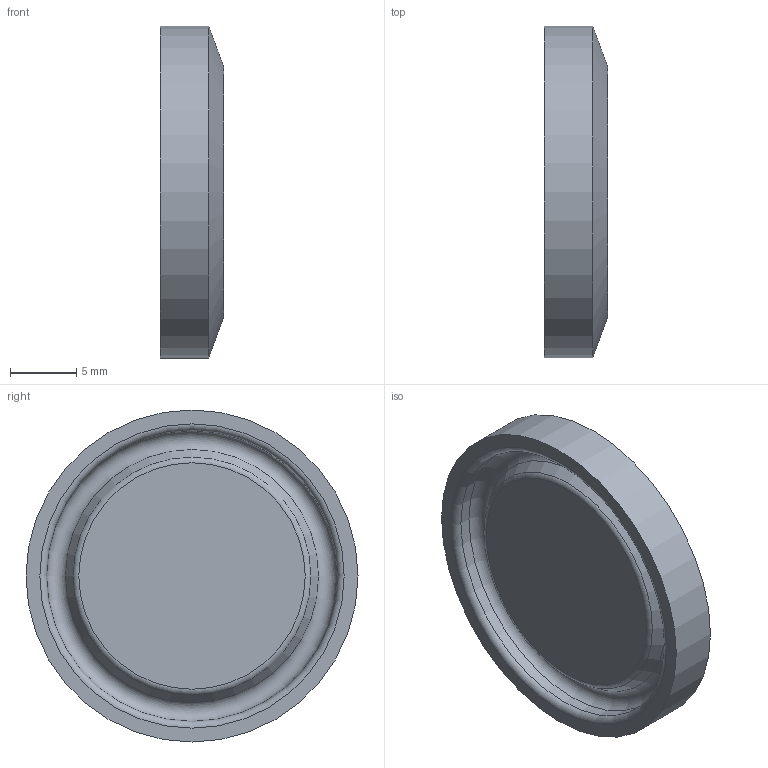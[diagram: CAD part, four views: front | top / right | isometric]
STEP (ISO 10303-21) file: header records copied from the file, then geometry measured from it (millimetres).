
FILE_DESCRIPTION(/* description */ (''),/* implementation_level */ '2;1');
FILE_NAME(/* name */ '16AMP-.50.stp',/* time_stamp */ '2019-02-01T13:39:28-05:00',/* author */ ('rick'),/* organization */ (''),/* preprocessor_version */ 'ST-DEVELOPER v15.2',/* originating_system */ 'Autodesk Inventor 2014',/* authorisation */ '');
FILE_SCHEMA (('AUTOMOTIVE_DESIGN { 1 0 10303 214 3 1 1 }'));
Length unit declared in the file: inch
Products named in the file (1): 16AMP-.50
Bounding box: 4.75 x 24.99 x 24.99 mm (x, y, z)
Volume: 1769.7 mm3; surface area: 1437.9 mm2
Topology: 1 solids, 1 shells, 350 faces, 934 edges, 621 vertices
Faces by surface type: plane 183, bspline 160, torus 3, cylinder 2, cone 2
Full cylindrical faces by diameter (mm): 21.895 x1, 24.994 x1
Entity records: 12128 total; most frequent: CARTESIAN_POINT 4459, ORIENTED_EDGE 1854, DIRECTION 998, EDGE_CURVE 927, VERTEX_POINT 621, LINE 598, VECTOR 598, EDGE_LOOP 392
